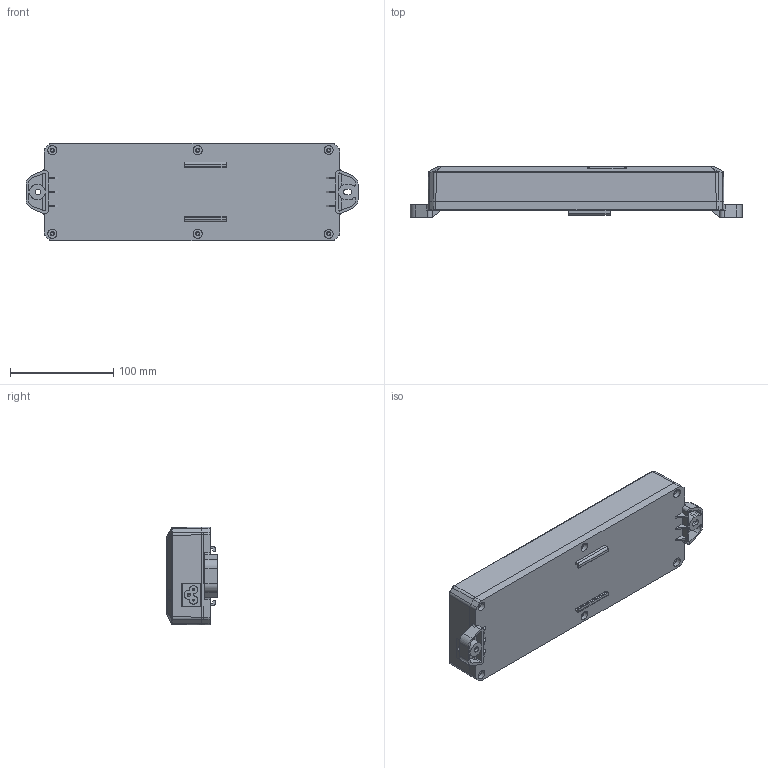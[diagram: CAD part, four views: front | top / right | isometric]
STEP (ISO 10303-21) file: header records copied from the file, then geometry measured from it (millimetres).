
FILE_DESCRIPTION((''),'2;1');
FILE_NAME('JCB35N3_ASM','2020-01-03T19:36:48',('u'),('捷昌驱动'),'CREO PARAMETRIC BY PTC INC, 2018100','CREO PARAMETRIC BY PTC INC, 2018100','');
FILE_SCHEMA(('CONFIG_CONTROL_DESIGN'));
Products named in the file (14): JCB35N3-PCB_1_1; 0001; JCB35N3-DYB_ASM_5_ASM_1_ASM; JCB35N3-SK_37_1; JCB35N3-XK_30_1; 5557-6AW_1_1_2_1; JCB35N3-PCB-K_9_1; 8P-DC_1_1; 6-CZ_3_1; JCB35N3-KZB_ASM_13_ASM_1_ASM; JCB35N3-XJDT-20150916_11_1; JCB35N3-201507_ASM_26_ASM_1_ASM; JCB35N3_ASM_1_ASM; JCB35N3_ASM
Assembly tree (15 placements, depth 5):
  JCB35N3_ASM
    JCB35N3_ASM_1_ASM
      JCB35N3-201507_ASM_26_ASM_1_ASM
        JCB35N3-DYB_ASM_5_ASM_1_ASM
          JCB35N3-PCB_1_1
          0001
        JCB35N3-SK_37_1
        JCB35N3-XK_30_1
        JCB35N3-KZB_ASM_13_ASM_1_ASM
          5557-6AW_1_1_2_1  x3
          JCB35N3-PCB-K_9_1
          8P-DC_1_1
          6-CZ_3_1
        JCB35N3-XJDT-20150916_11_1
Bounding box: 322 x 49 x 95 mm (x, y, z)
Volume: 778599.4 mm3; surface area: 254241.6 mm2
Topology: 11 solids, 11 shells, 1871 faces, 5111 edges, 3371 vertices
Faces by surface type: plane 1135, cylinder 347, extrusion 158, bspline 151, torus 46, cone 24, sphere 10
Entity records: 60162 total; most frequent: CARTESIAN_POINT 18011, ORIENTED_EDGE 9326, DIRECTION 7682, EDGE_CURVE 4663, VERTEX_POINT 3083, VECTOR 3078, LINE 2920, AXIS2_PLACEMENT_3D 2302
